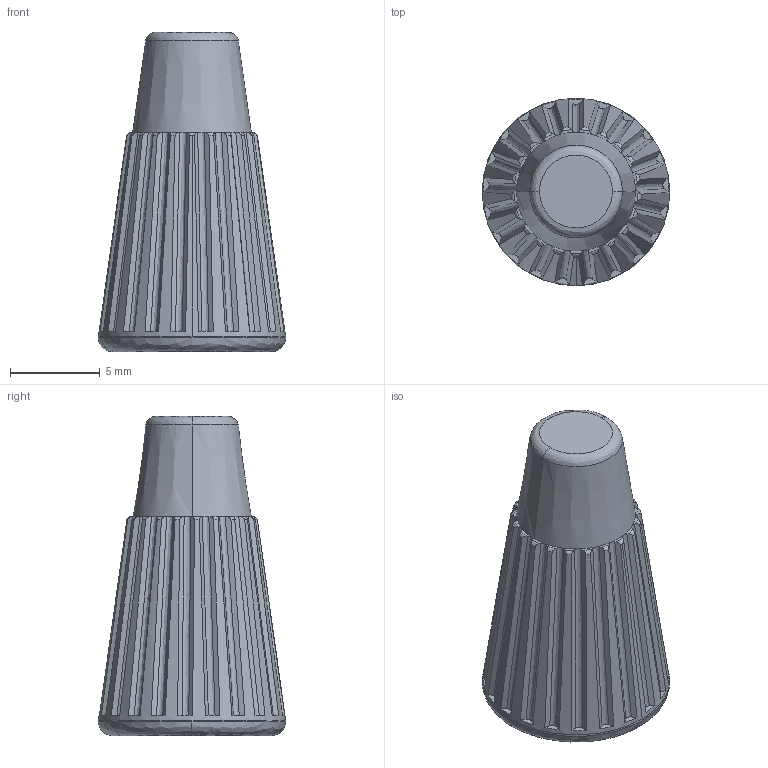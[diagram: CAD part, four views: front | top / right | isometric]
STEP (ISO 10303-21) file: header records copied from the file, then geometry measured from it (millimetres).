
FILE_DESCRIPTION (( 'STEP AP203' ), '1' );
FILE_NAME ('111622.stp', '2018-02-07T17:08:19', ( '' ), ( '' ), 'SwSTEP 2.0', 'SolidWorks 2012', '' );
FILE_SCHEMA (( 'CONFIG_CONTROL_DESIGN' ));
Length unit declared in the file: centimetre
Products named in the file (1): 111622
Bounding box: 10.44 x 10.44 x 17.78 mm (x, y, z)
Volume: 687.5 mm3; surface area: 735.6 mm2
Topology: 1 solids, 1 shells, 149 faces, 430 edges, 284 vertices
Faces by surface type: plane 87, bspline 52, cone 10
Entity records: 5843 total; most frequent: CARTESIAN_POINT 2292, ORIENTED_EDGE 860, DIRECTION 572, EDGE_CURVE 430, VERTEX_POINT 284, AXIS2_PLACEMENT_3D 218, B_SPLINE_CURVE_WITH_KNOTS 168, EDGE_LOOP 150
